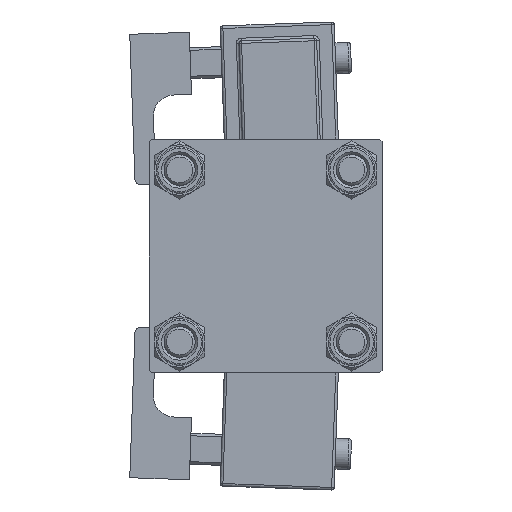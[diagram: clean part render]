
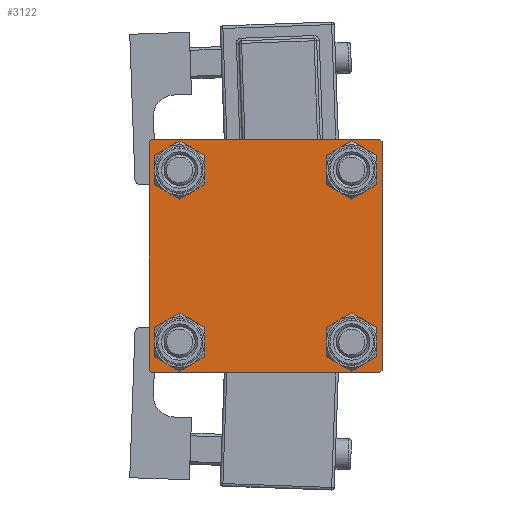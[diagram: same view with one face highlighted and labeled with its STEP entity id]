
A CAD part, left-side view. The second image highlights one B-rep face of the part: STEP entity #3122.
In plain terms, the highlighted planar face has unit normal (-1, 0, 0).
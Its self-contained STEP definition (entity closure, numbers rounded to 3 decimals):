
#7 = DIRECTION ( 'NONE',  ( 1., 0., 0. ) ) ;
#357 = CARTESIAN_POINT ( 'NONE',  ( 0., -22.5, -22. ) ) ;
#698 = ORIENTED_EDGE ( 'NONE', *, *, #30443, .T. ) ;
#989 = CARTESIAN_POINT ( 'NONE',  ( 0., -16.6, 16.6 ) ) ;
#1483 = EDGE_CURVE ( 'NONE', #20432, #15252, #22719, .T. ) ;
#2038 = DIRECTION ( 'NONE',  ( 0., 0., -1. ) ) ;
#2704 = DIRECTION ( 'NONE',  ( -1., 0., 0. ) ) ;
#3122 = ADVANCED_FACE ( 'NONE', ( #28226, #36702, #19152, #11186, #10660 ), #11743, .T. ) ;
#3163 = VERTEX_POINT ( 'NONE', #15846 ) ;
#3502 = VECTOR ( 'NONE', #50033, 1000. ) ;
#4195 = VERTEX_POINT ( 'NONE', #37480 ) ;
#4641 = CIRCLE ( 'NONE', #35281, 3.5 ) ;
#5397 = CARTESIAN_POINT ( 'NONE',  ( 0., -22., -22.5 ) ) ;
#5627 = CARTESIAN_POINT ( 'NONE',  ( 0., -22.5, 22.5 ) ) ;
#5765 = CARTESIAN_POINT ( 'NONE',  ( 0., -16.6, -20.1 ) ) ;
#5952 = DIRECTION ( 'NONE',  ( 0., 0., 1. ) ) ;
#6088 = CARTESIAN_POINT ( 'NONE',  ( 0., 22.25, -22.25 ) ) ;
#6237 = CARTESIAN_POINT ( 'NONE',  ( 0., 22.25, 22.25 ) ) ;
#6639 = VECTOR ( 'NONE', #38009, 1000. ) ;
#6829 = CIRCLE ( 'NONE', #44439, 3.5 ) ;
#6916 = VERTEX_POINT ( 'NONE', #5765 ) ;
#7006 = CARTESIAN_POINT ( 'NONE',  ( 0., 16.6, 16.6 ) ) ;
#7274 = EDGE_CURVE ( 'NONE', #6916, #10564, #46799, .T. ) ;
#8192 = EDGE_CURVE ( 'NONE', #4195, #14973, #24852, .T. ) ;
#8261 = CARTESIAN_POINT ( 'NONE',  ( 0., -16.6, 16.6 ) ) ;
#8346 = CARTESIAN_POINT ( 'NONE',  ( 0., -16.6, -16.6 ) ) ;
#8812 = CARTESIAN_POINT ( 'NONE',  ( 0., 22.5, 22.5 ) ) ;
#9064 = EDGE_CURVE ( 'NONE', #53317, #12871, #43730, .T. ) ;
#9110 = AXIS2_PLACEMENT_3D ( 'NONE', #8346, #25088, #12719 ) ;
#9190 = CARTESIAN_POINT ( 'NONE',  ( 0., 16.6, 20.1 ) ) ;
#9652 = CARTESIAN_POINT ( 'NONE',  ( 0., -16.6, -16.6 ) ) ;
#9672 = DIRECTION ( 'NONE',  ( 0., -0.707, -0.707 ) ) ;
#10168 = VERTEX_POINT ( 'NONE', #38455 ) ;
#10564 = VERTEX_POINT ( 'NONE', #18600 ) ;
#10660 = FACE_OUTER_BOUND ( 'NONE', #20790, .T. ) ;
#10889 = DIRECTION ( 'NONE',  ( 0., 0.707, -0.707 ) ) ;
#10926 = DIRECTION ( 'NONE',  ( 0., 0., 1. ) ) ;
#11186 = FACE_BOUND ( 'NONE', #44792, .T. ) ;
#11428 = VECTOR ( 'NONE', #9672, 1000. ) ;
#11743 = PLANE ( 'NONE',  #13148 ) ;
#11899 = CARTESIAN_POINT ( 'NONE',  ( 0., -22.25, -22.25 ) ) ;
#11904 = LINE ( 'NONE', #28663, #24490 ) ;
#12084 = EDGE_CURVE ( 'NONE', #15252, #20432, #6829, .T. ) ;
#12137 = DIRECTION ( 'NONE',  ( 1., 0., 0. ) ) ;
#12169 = DIRECTION ( 'NONE',  ( 0., 0.707, 0.707 ) ) ;
#12704 = DIRECTION ( 'NONE',  ( 0., 0., -1. ) ) ;
#12719 = DIRECTION ( 'NONE',  ( 0., 0., 1. ) ) ;
#12871 = VERTEX_POINT ( 'NONE', #357 ) ;
#12918 = DIRECTION ( 'NONE',  ( 0., 0., 1. ) ) ;
#12991 = ORIENTED_EDGE ( 'NONE', *, *, #20255, .T. ) ;
#13148 = AXIS2_PLACEMENT_3D ( 'NONE', #44651, #2704, #10926 ) ;
#13324 = DIRECTION ( 'NONE',  ( 1., 0., 0. ) ) ;
#14973 = VERTEX_POINT ( 'NONE', #5397 ) ;
#15060 = CIRCLE ( 'NONE', #29990, 3.5 ) ;
#15213 = CIRCLE ( 'NONE', #24892, 3.5 ) ;
#15252 = VERTEX_POINT ( 'NONE', #34676 ) ;
#15846 = CARTESIAN_POINT ( 'NONE',  ( 0., -16.6, 20.1 ) ) ;
#16806 = AXIS2_PLACEMENT_3D ( 'NONE', #8261, #7, #50492 ) ;
#18248 = CARTESIAN_POINT ( 'NONE',  ( 0., 22.5, 22. ) ) ;
#18600 = CARTESIAN_POINT ( 'NONE',  ( 0., -16.6, -13.1 ) ) ;
#18838 = DIRECTION ( 'NONE',  ( 1., 0., 0. ) ) ;
#19152 = FACE_BOUND ( 'NONE', #48272, .T. ) ;
#20069 = VERTEX_POINT ( 'NONE', #36049 ) ;
#20255 = EDGE_CURVE ( 'NONE', #14973, #12871, #33581, .T. ) ;
#20432 = VERTEX_POINT ( 'NONE', #21500 ) ;
#20666 = EDGE_CURVE ( 'NONE', #45599, #26730, #25282, .T. ) ;
#20790 = EDGE_LOOP ( 'NONE', ( #698, #37513, #41142, #12991, #33558, #34084, #37264, #36186 ) ) ;
#21500 = CARTESIAN_POINT ( 'NONE',  ( 0., 16.6, -20.1 ) ) ;
#22719 = CIRCLE ( 'NONE', #42889, 3.5 ) ;
#24052 = EDGE_CURVE ( 'NONE', #10168, #3163, #39560, .T. ) ;
#24490 = VECTOR ( 'NONE', #12169, 1000. ) ;
#24852 = LINE ( 'NONE', #25124, #6639 ) ;
#24892 = AXIS2_PLACEMENT_3D ( 'NONE', #50513, #51053, #12918 ) ;
#24980 = EDGE_CURVE ( 'NONE', #20069, #38926, #15060, .T. ) ;
#25088 = DIRECTION ( 'NONE',  ( 1., 0., 0. ) ) ;
#25124 = CARTESIAN_POINT ( 'NONE',  ( 0., 22.5, -22.5 ) ) ;
#25282 = LINE ( 'NONE', #8812, #46415 ) ;
#25433 = CARTESIAN_POINT ( 'NONE',  ( 0., 22., 22.5 ) ) ;
#25554 = CARTESIAN_POINT ( 'NONE',  ( 0., 22.5, -22. ) ) ;
#26412 = DIRECTION ( 'NONE',  ( 1., 0., 0. ) ) ;
#26551 = EDGE_CURVE ( 'NONE', #10564, #6916, #4641, .T. ) ;
#26730 = VERTEX_POINT ( 'NONE', #37590 ) ;
#27156 = ORIENTED_EDGE ( 'NONE', *, *, #32534, .T. ) ;
#27631 = CARTESIAN_POINT ( 'NONE',  ( 0., 16.6, -16.6 ) ) ;
#28226 = FACE_BOUND ( 'NONE', #34098, .T. ) ;
#28663 = CARTESIAN_POINT ( 'NONE',  ( 0., -22.25, 22.25 ) ) ;
#28909 = DIRECTION ( 'NONE',  ( 0., 0., 1. ) ) ;
#29990 = AXIS2_PLACEMENT_3D ( 'NONE', #7006, #41296, #49240 ) ;
#30176 = VECTOR ( 'NONE', #12704, 1000. ) ;
#30443 = EDGE_CURVE ( 'NONE', #31852, #40290, #42606, .T. ) ;
#31227 = VECTOR ( 'NONE', #2038, 1000. ) ;
#31308 = DIRECTION ( 'NONE',  ( 0., 0., 1. ) ) ;
#31646 = VECTOR ( 'NONE', #10889, 1000. ) ;
#31852 = VERTEX_POINT ( 'NONE', #18248 ) ;
#32534 = EDGE_CURVE ( 'NONE', #38926, #20069, #15213, .T. ) ;
#33558 = ORIENTED_EDGE ( 'NONE', *, *, #9064, .F. ) ;
#33581 = LINE ( 'NONE', #11899, #3502 ) ;
#34084 = ORIENTED_EDGE ( 'NONE', *, *, #41375, .T. ) ;
#34098 = EDGE_LOOP ( 'NONE', ( #54013, #34993 ) ) ;
#34642 = CARTESIAN_POINT ( 'NONE',  ( 0., 22.5, 22.5 ) ) ;
#34676 = CARTESIAN_POINT ( 'NONE',  ( 0., 16.6, -13.1 ) ) ;
#34993 = ORIENTED_EDGE ( 'NONE', *, *, #24052, .T. ) ;
#35281 = AXIS2_PLACEMENT_3D ( 'NONE', #9652, #26412, #31308 ) ;
#35705 = CARTESIAN_POINT ( 'NONE',  ( 0., -22.5, 22. ) ) ;
#36049 = CARTESIAN_POINT ( 'NONE',  ( 0., 16.6, 13.1 ) ) ;
#36186 = ORIENTED_EDGE ( 'NONE', *, *, #45318, .T. ) ;
#36702 = FACE_BOUND ( 'NONE', #44310, .T. ) ;
#37118 = CARTESIAN_POINT ( 'NONE',  ( 0., 16.6, -16.6 ) ) ;
#37264 = ORIENTED_EDGE ( 'NONE', *, *, #20666, .F. ) ;
#37480 = CARTESIAN_POINT ( 'NONE',  ( 0., 22., -22.5 ) ) ;
#37513 = ORIENTED_EDGE ( 'NONE', *, *, #43565, .T. ) ;
#37590 = CARTESIAN_POINT ( 'NONE',  ( 0., -22., 22.5 ) ) ;
#38009 = DIRECTION ( 'NONE',  ( 0., -1., 0. ) ) ;
#38455 = CARTESIAN_POINT ( 'NONE',  ( 0., -16.6, 13.1 ) ) ;
#38703 = DIRECTION ( 'NONE',  ( 0., -1., 0. ) ) ;
#38926 = VERTEX_POINT ( 'NONE', #9190 ) ;
#39440 = ORIENTED_EDGE ( 'NONE', *, *, #1483, .T. ) ;
#39560 = CIRCLE ( 'NONE', #16806, 3.5 ) ;
#39979 = LINE ( 'NONE', #6237, #31646 ) ;
#40290 = VERTEX_POINT ( 'NONE', #25554 ) ;
#41142 = ORIENTED_EDGE ( 'NONE', *, *, #8192, .T. ) ;
#41296 = DIRECTION ( 'NONE',  ( 1., 0., 0. ) ) ;
#41375 = EDGE_CURVE ( 'NONE', #53317, #26730, #11904, .T. ) ;
#42391 = AXIS2_PLACEMENT_3D ( 'NONE', #989, #13324, #49827 ) ;
#42546 = ORIENTED_EDGE ( 'NONE', *, *, #26551, .T. ) ;
#42606 = LINE ( 'NONE', #34642, #30176 ) ;
#42889 = AXIS2_PLACEMENT_3D ( 'NONE', #27631, #18838, #5952 ) ;
#43565 = EDGE_CURVE ( 'NONE', #40290, #4195, #47795, .T. ) ;
#43730 = LINE ( 'NONE', #5627, #31227 ) ;
#44104 = ORIENTED_EDGE ( 'NONE', *, *, #7274, .T. ) ;
#44310 = EDGE_LOOP ( 'NONE', ( #42546, #44104 ) ) ;
#44439 = AXIS2_PLACEMENT_3D ( 'NONE', #37118, #12137, #28909 ) ;
#44651 = CARTESIAN_POINT ( 'NONE',  ( 0., 0., 0. ) ) ;
#44792 = EDGE_LOOP ( 'NONE', ( #27156, #47924 ) ) ;
#45115 = ORIENTED_EDGE ( 'NONE', *, *, #12084, .T. ) ;
#45318 = EDGE_CURVE ( 'NONE', #45599, #31852, #39979, .T. ) ;
#45599 = VERTEX_POINT ( 'NONE', #25433 ) ;
#46415 = VECTOR ( 'NONE', #38703, 1000. ) ;
#46799 = CIRCLE ( 'NONE', #9110, 3.5 ) ;
#47795 = LINE ( 'NONE', #6088, #11428 ) ;
#47924 = ORIENTED_EDGE ( 'NONE', *, *, #24980, .T. ) ;
#48272 = EDGE_LOOP ( 'NONE', ( #45115, #39440 ) ) ;
#49240 = DIRECTION ( 'NONE',  ( 0., 0., 1. ) ) ;
#49827 = DIRECTION ( 'NONE',  ( 0., 0., 1. ) ) ;
#50033 = DIRECTION ( 'NONE',  ( 0., -0.707, 0.707 ) ) ;
#50253 = CIRCLE ( 'NONE', #42391, 3.5 ) ;
#50298 = EDGE_CURVE ( 'NONE', #3163, #10168, #50253, .T. ) ;
#50492 = DIRECTION ( 'NONE',  ( 0., 0., 1. ) ) ;
#50513 = CARTESIAN_POINT ( 'NONE',  ( 0., 16.6, 16.6 ) ) ;
#51053 = DIRECTION ( 'NONE',  ( 1., 0., 0. ) ) ;
#53317 = VERTEX_POINT ( 'NONE', #35705 ) ;
#54013 = ORIENTED_EDGE ( 'NONE', *, *, #50298, .T. ) ;
